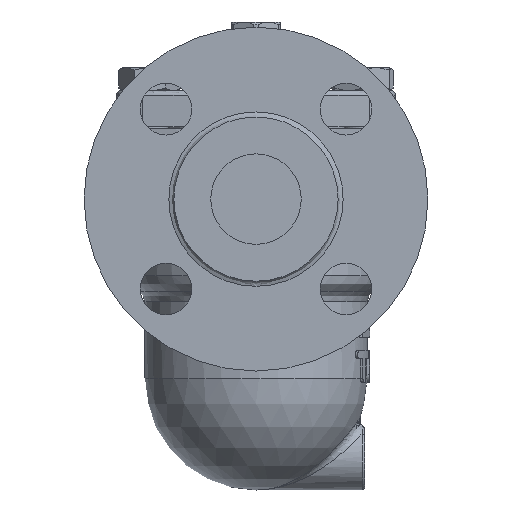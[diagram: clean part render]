
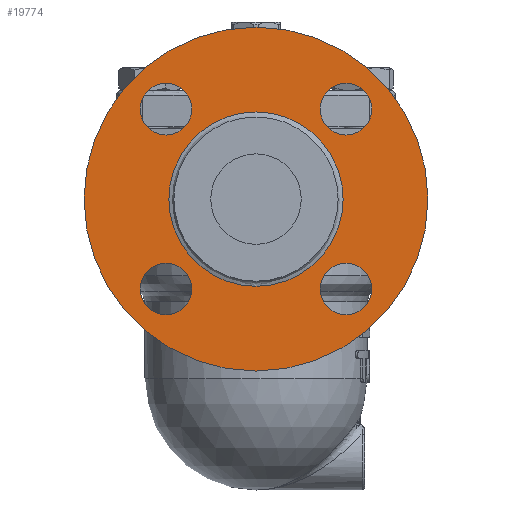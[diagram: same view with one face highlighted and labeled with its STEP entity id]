
A CAD part, left-side view. The second image highlights one B-rep face of the part: STEP entity #19774.
In plain terms, the highlighted free-form (B-spline) face has degree [1, 1] with [2, 2] control points.
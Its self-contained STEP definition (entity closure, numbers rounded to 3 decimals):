
#19699=CARTESIAN_POINT('',(-113.4,0.0,55.));
#19700=VERTEX_POINT('',#19699);
#19701=CARTESIAN_POINT('',(-113.4,0.0,-11.5));
#19702=DIRECTION('',(-1.0,0.0,0.0));
#19703=DIRECTION('',(0.0,0.0,1.0));
#19704=AXIS2_PLACEMENT_3D('',#19701,#19702,#19703);
#19705=CIRCLE('',#19704,66.5);
#19706=EDGE_CURVE('',#19700,#19700,#19705,.T.);
#19711=CARTESIAN_POINT('',(-113.4,66.5,55.));
#19712=CARTESIAN_POINT('',(-113.4,66.5,-78.));
#19713=CARTESIAN_POINT('',(-113.4,-66.5,55.));
#19714=CARTESIAN_POINT('',(-113.4,-66.5,-78.));
#19715=B_SPLINE_SURFACE_WITH_KNOTS('',1,1,((#19711,#19713),(#19712,#19714)),.UNSPECIFIED.,.F.,.F.,.U.,(2,2),(2,2),(0.0,133.0),(0.0,133.0),.UNSPECIFIED.);
#19716=ORIENTED_EDGE('',*,*,#19706,.T.);
#19717=EDGE_LOOP('',(#19716));
#19718=FACE_OUTER_BOUND('',#19717,.T.);
#19719=CARTESIAN_POINT('',(-113.4,0.,-45.21));
#19720=VERTEX_POINT('',#19719);
#19721=CARTESIAN_POINT('',(-113.4,0.0,-11.5));
#19722=DIRECTION('',(-1.0,0.0,0.0));
#19723=DIRECTION('',(0.0,0.0,1.0));
#19724=AXIS2_PLACEMENT_3D('',#19721,#19722,#19723);
#19725=CIRCLE('',#19724,33.71);
#19726=EDGE_CURVE('',#19720,#19720,#19725,.T.);
#19727=ORIENTED_EDGE('',*,*,#19726,.F.);
#19728=EDGE_LOOP('',(#19727));
#19729=FACE_BOUND('',#19728,.T.);
#19730=CARTESIAN_POINT('',(-113.4,-24.79,23.29));
#19731=VERTEX_POINT('',#19730);
#19732=CARTESIAN_POINT('',(-113.4,-34.79,23.29));
#19733=DIRECTION('',(1.0,0.0,0.0));
#19734=DIRECTION('',(0.0,1.0,0.0));
#19735=AXIS2_PLACEMENT_3D('',#19732,#19733,#19734);
#19736=CIRCLE('',#19735,10.0);
#19737=EDGE_CURVE('',#19731,#19731,#19736,.T.);
#19738=ORIENTED_EDGE('',*,*,#19737,.T.);
#19739=EDGE_LOOP('',(#19738));
#19740=FACE_BOUND('',#19739,.T.);
#19741=CARTESIAN_POINT('',(-113.4,-34.79,-36.29));
#19742=VERTEX_POINT('',#19741);
#19743=CARTESIAN_POINT('',(-113.4,-34.79,-46.29));
#19744=DIRECTION('',(1.0,0.0,0.0));
#19745=DIRECTION('',(0.0,0.0,1.0));
#19746=AXIS2_PLACEMENT_3D('',#19743,#19744,#19745);
#19747=CIRCLE('',#19746,10.0);
#19748=EDGE_CURVE('',#19742,#19742,#19747,.T.);
#19749=ORIENTED_EDGE('',*,*,#19748,.T.);
#19750=EDGE_LOOP('',(#19749));
#19751=FACE_BOUND('',#19750,.T.);
#19752=CARTESIAN_POINT('',(-113.4,24.79,-46.29));
#19753=VERTEX_POINT('',#19752);
#19754=CARTESIAN_POINT('',(-113.4,34.79,-46.29));
#19755=DIRECTION('',(1.0,0.0,0.0));
#19756=DIRECTION('',(0.0,-1.0,0.0));
#19757=AXIS2_PLACEMENT_3D('',#19754,#19755,#19756);
#19758=CIRCLE('',#19757,10.0);
#19759=EDGE_CURVE('',#19753,#19753,#19758,.T.);
#19760=ORIENTED_EDGE('',*,*,#19759,.T.);
#19761=EDGE_LOOP('',(#19760));
#19762=FACE_BOUND('',#19761,.T.);
#19763=CARTESIAN_POINT('',(-113.4,34.79,13.29));
#19764=VERTEX_POINT('',#19763);
#19765=CARTESIAN_POINT('',(-113.4,34.79,23.29));
#19766=DIRECTION('',(1.0,0.0,0.0));
#19767=DIRECTION('',(0.0,0.0,-1.0));
#19768=AXIS2_PLACEMENT_3D('',#19765,#19766,#19767);
#19769=CIRCLE('',#19768,10.0);
#19770=EDGE_CURVE('',#19764,#19764,#19769,.T.);
#19771=ORIENTED_EDGE('',*,*,#19770,.T.);
#19772=EDGE_LOOP('',(#19771));
#19773=FACE_BOUND('',#19772,.T.);
#19774=ADVANCED_FACE('',(#19718,#19729,#19740,#19751,#19762,#19773),#19715,.T.);
